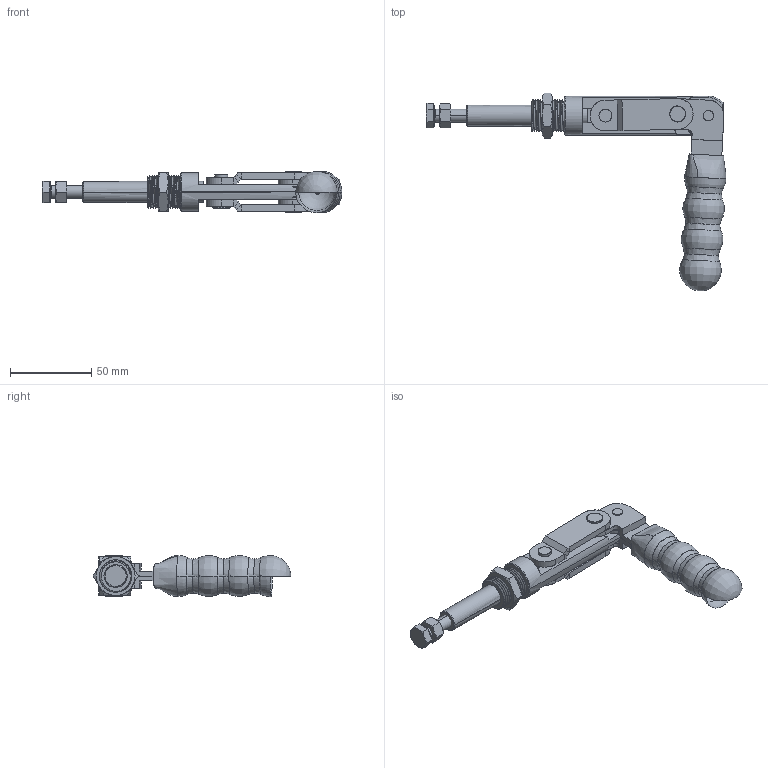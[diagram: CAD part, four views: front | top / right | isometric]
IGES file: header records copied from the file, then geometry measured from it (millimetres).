
Start section: SolidWorks IGES file using analytic representation for surfaces
Global section: file name: 9HGH-30550M(簡化).IGS; native system: SolidWorks 2016; preprocessor: SolidWorks 2016; author: LinWei; date: 200611.145350; units: millimetre
Bounding box: 185.05 x 121.98 x 25.7 mm (x, y, z)
Surface area: 35389.3 mm2 (no closed solid volume)
Topology: 0 solids, 0 shells, 305 faces, 4415 edges, 4410 vertices
Faces by surface type: revolution 161, bspline 144
